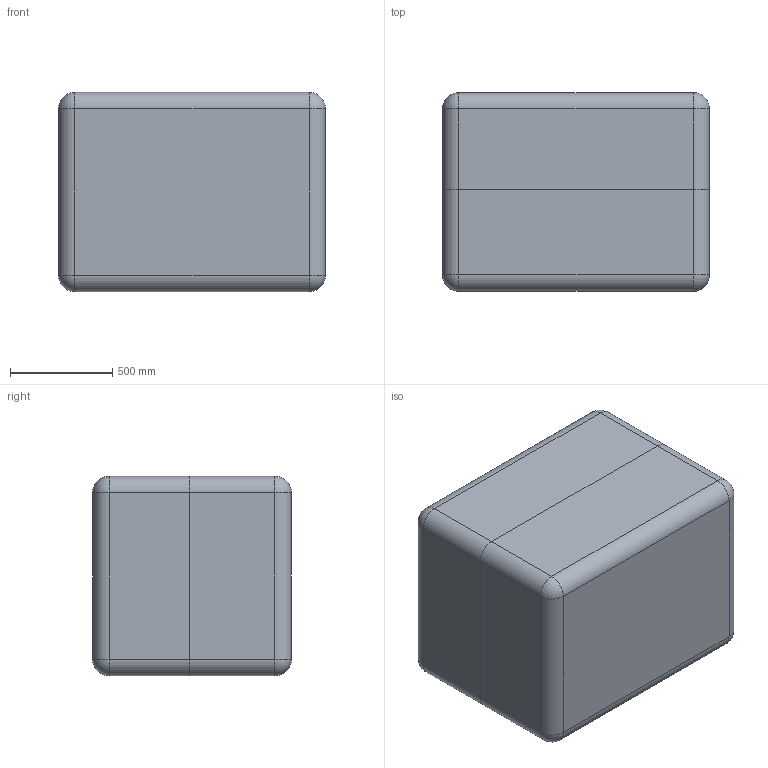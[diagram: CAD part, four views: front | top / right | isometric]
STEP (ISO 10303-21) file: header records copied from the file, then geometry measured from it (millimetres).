
FILE_DESCRIPTION (( 'STEP AP214' ), '1' );
FILE_NAME ('06-H.01.Y.226A(Óïð).STEP', '2024-01-17T07:17:51', ( '' ), ( '' ), 'SwSTEP 2.0', 'SolidWorks 2021', '' );
FILE_SCHEMA (( 'AUTOMOTIVE_DESIGN' ));
Length unit declared in the file: millimetre
Products named in the file (3): 06-H.01.Y.226A(Óïð); Base 226(óïð); Lid 226(óïð)
Assembly tree (2 placements, depth 2):
  06-H.01.Y.226A(Óïð)
    Base 226(óïð)
    Lid 226(óïð)
Bounding box: 1305.87 x 971.44 x 974.64 mm (x, y, z)
Volume: 408650588.2 mm3; surface area: 14500296.1 mm2
Topology: 2 solids, 2 shells, 3155 faces, 7318 edges, 4048 vertices
Faces by surface type: cylinder 1302, bspline 708, plane 577, torus 344, sphere 200, cone 24
Entity records: 146908 total; most frequent: CARTESIAN_POINT 81336, ORIENTED_EDGE 14268, DIRECTION 13438, EDGE_CURVE 7134, AXIS2_PLACEMENT_3D 5384, VERTEX_POINT 4036, EDGE_LOOP 3196, ADVANCED_FACE 3143
